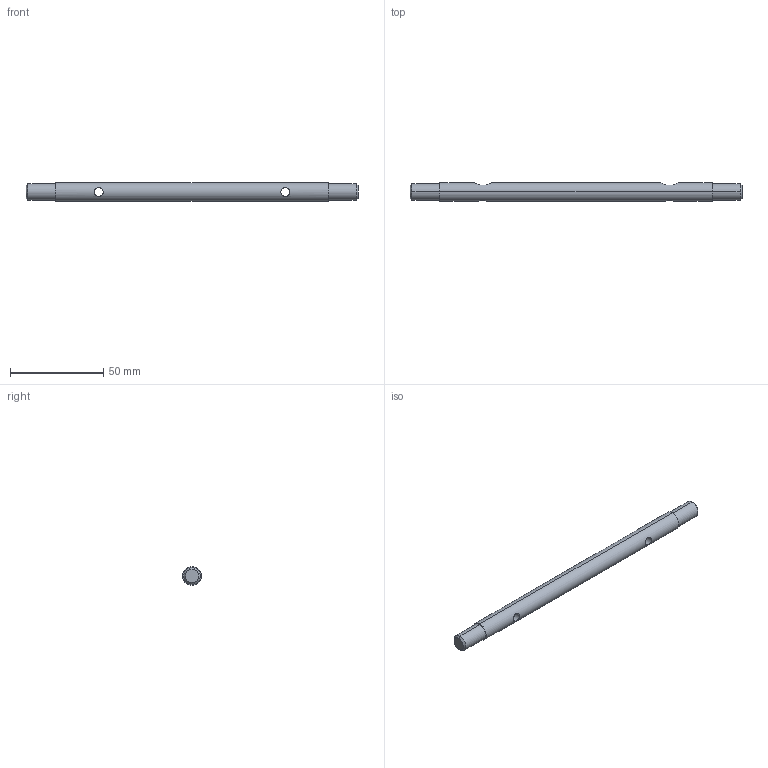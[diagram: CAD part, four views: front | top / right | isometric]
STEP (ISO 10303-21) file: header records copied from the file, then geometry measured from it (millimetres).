
FILE_DESCRIPTION (( 'STEP AP214' ), '1' );
FILE_NAME ('02-002 - Combiné à bois - Boitier de puissance - Arbre support Roulement Hauteur de lame.STEP', '2021-04-19T18:13:17', ( '' ), ( '' ), 'SwSTEP 2.0', 'SolidWorks 2020', '' );
FILE_SCHEMA (( 'AUTOMOTIVE_DESIGN' ));
Length unit declared in the file: millimetre
Products named in the file (1): 02-002 - Combiné à bois - Boitier de puissance - Arbre support Roulement Hauteur de lame
Bounding box: 178 x 10 x 10 mm (x, y, z)
Volume: 13044.7 mm3; surface area: 5776.1 mm2
Topology: 1 solids, 1 shells, 22 faces, 46 edges, 28 vertices
Faces by surface type: cylinder 10, cone 8, plane 4
Entity records: 876 total; most frequent: CARTESIAN_POINT 361, DIRECTION 104, ORIENTED_EDGE 92, EDGE_CURVE 46, AXIS2_PLACEMENT_3D 43, VERTEX_POINT 28, EDGE_LOOP 28, FACE_OUTER_BOUND 22
